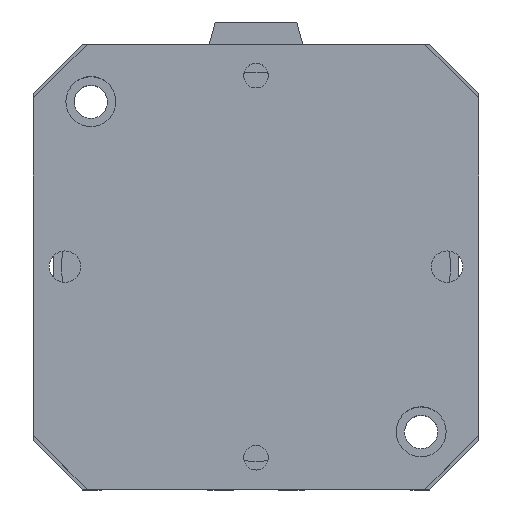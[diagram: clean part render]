
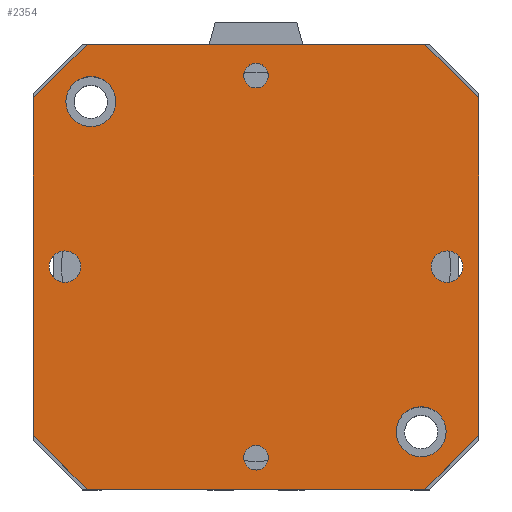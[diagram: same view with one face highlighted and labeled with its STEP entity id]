
A CAD part, top view. The second image highlights one B-rep face of the part: STEP entity #2354.
In plain terms, the highlighted planar face has unit normal (0, 0, 1).
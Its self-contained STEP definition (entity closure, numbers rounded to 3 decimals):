
#221=LINE('',#3869,#429);
#223=LINE('',#3873,#431);
#225=LINE('',#3877,#433);
#227=LINE('',#3881,#435);
#229=LINE('',#3885,#437);
#231=LINE('',#3889,#439);
#233=LINE('',#3893,#441);
#235=LINE('',#3896,#443);
#429=VECTOR('',#3196,91.);
#431=VECTOR('',#3200,20.506);
#433=VECTOR('',#3204,91.);
#435=VECTOR('',#3208,20.506);
#437=VECTOR('',#3212,91.);
#439=VECTOR('',#3216,20.506);
#441=VECTOR('',#3220,91.);
#443=VECTOR('',#3224,20.506);
#537=PLANE('',#2580);
#626=FACE_BOUND('',#956,.T.);
#627=FACE_BOUND('',#957,.T.);
#628=FACE_BOUND('',#958,.T.);
#629=FACE_BOUND('',#959,.T.);
#630=FACE_BOUND('',#960,.T.);
#631=FACE_BOUND('',#961,.T.);
#632=FACE_BOUND('',#962,.T.);
#956=EDGE_LOOP('',(#2134));
#957=EDGE_LOOP('',(#2135));
#958=EDGE_LOOP('',(#2136));
#959=EDGE_LOOP('',(#2137));
#960=EDGE_LOOP('',(#2138));
#961=EDGE_LOOP('',(#2139));
#962=EDGE_LOOP('',(#2140,#2141,#2142,#2143,#2144,#2145,#2146,#2147));
#1035=CIRCLE('',#2536,3.324);
#1037=CIRCLE('',#2539,3.324);
#1042=CIRCLE('',#2547,4.25);
#1046=CIRCLE('',#2554,4.25);
#1055=CIRCLE('',#2569,6.75);
#1056=CIRCLE('',#2571,6.75);
#1235=VERTEX_POINT('',#3787);
#1237=VERTEX_POINT('',#3792);
#1242=VERTEX_POINT('',#3805);
#1246=VERTEX_POINT('',#3816);
#1265=VERTEX_POINT('',#3860);
#1266=VERTEX_POINT('',#3863);
#1267=VERTEX_POINT('',#3866);
#1268=VERTEX_POINT('',#3868);
#1269=VERTEX_POINT('',#3872);
#1270=VERTEX_POINT('',#3876);
#1271=VERTEX_POINT('',#3880);
#1272=VERTEX_POINT('',#3884);
#1273=VERTEX_POINT('',#3888);
#1274=VERTEX_POINT('',#3892);
#1521=EDGE_CURVE('',#1235,#1235,#1035,.T.);
#1523=EDGE_CURVE('',#1237,#1237,#1037,.T.);
#1528=EDGE_CURVE('',#1242,#1242,#1042,.T.);
#1532=EDGE_CURVE('',#1246,#1246,#1046,.T.);
#1551=EDGE_CURVE('',#1265,#1265,#1055,.T.);
#1552=EDGE_CURVE('',#1266,#1266,#1056,.T.);
#1554=EDGE_CURVE('',#1268,#1267,#221,.T.);
#1556=EDGE_CURVE('',#1269,#1268,#223,.T.);
#1558=EDGE_CURVE('',#1270,#1269,#225,.T.);
#1560=EDGE_CURVE('',#1271,#1270,#227,.T.);
#1562=EDGE_CURVE('',#1272,#1271,#229,.T.);
#1564=EDGE_CURVE('',#1273,#1272,#231,.T.);
#1566=EDGE_CURVE('',#1274,#1273,#233,.T.);
#1568=EDGE_CURVE('',#1267,#1274,#235,.T.);
#2134=ORIENTED_EDGE('',*,*,#1521,.T.);
#2135=ORIENTED_EDGE('',*,*,#1523,.T.);
#2136=ORIENTED_EDGE('',*,*,#1528,.T.);
#2137=ORIENTED_EDGE('',*,*,#1532,.T.);
#2138=ORIENTED_EDGE('',*,*,#1551,.T.);
#2139=ORIENTED_EDGE('',*,*,#1552,.T.);
#2140=ORIENTED_EDGE('',*,*,#1568,.T.);
#2141=ORIENTED_EDGE('',*,*,#1566,.T.);
#2142=ORIENTED_EDGE('',*,*,#1564,.T.);
#2143=ORIENTED_EDGE('',*,*,#1562,.T.);
#2144=ORIENTED_EDGE('',*,*,#1560,.T.);
#2145=ORIENTED_EDGE('',*,*,#1558,.T.);
#2146=ORIENTED_EDGE('',*,*,#1556,.T.);
#2147=ORIENTED_EDGE('',*,*,#1554,.T.);
#2354=ADVANCED_FACE('',(#626,#627,#628,#629,#630,#631,#632),#537,.T.);
#2536=AXIS2_PLACEMENT_3D('',#3788,#3111,#3112);
#2539=AXIS2_PLACEMENT_3D('',#3793,#3117,#3118);
#2547=AXIS2_PLACEMENT_3D('',#3806,#3133,#3134);
#2554=AXIS2_PLACEMENT_3D('',#3817,#3147,#3148);
#2569=AXIS2_PLACEMENT_3D('',#3861,#3187,#3188);
#2571=AXIS2_PLACEMENT_3D('',#3864,#3191,#3192);
#2580=AXIS2_PLACEMENT_3D('',#3897,#3225,#3226);
#3111=DIRECTION('center_axis',(0.,0.,-1.));
#3112=DIRECTION('ref_axis',(1.,0.,0.));
#3117=DIRECTION('center_axis',(0.,0.,-1.));
#3118=DIRECTION('ref_axis',(1.,0.,0.));
#3133=DIRECTION('center_axis',(0.,0.,-1.));
#3134=DIRECTION('ref_axis',(1.,0.,0.));
#3147=DIRECTION('center_axis',(0.,0.,-1.));
#3148=DIRECTION('ref_axis',(1.,0.,0.));
#3187=DIRECTION('center_axis',(0.,0.,-1.));
#3188=DIRECTION('ref_axis',(-1.,0.,0.));
#3191=DIRECTION('center_axis',(0.,0.,-1.));
#3192=DIRECTION('ref_axis',(-1.,0.,0.));
#3196=DIRECTION('',(0.,1.,0.));
#3200=DIRECTION('',(0.707,0.707,0.));
#3204=DIRECTION('',(1.,0.,0.));
#3208=DIRECTION('',(0.707,-0.707,0.));
#3212=DIRECTION('',(0.,-1.,0.));
#3216=DIRECTION('',(-0.707,-0.707,0.));
#3220=DIRECTION('',(-1.,0.,0.));
#3224=DIRECTION('',(-0.707,0.707,0.));
#3225=DIRECTION('center_axis',(0.,0.,1.));
#3226=DIRECTION('ref_axis',(1.,0.,0.));
#3787=CARTESIAN_POINT('',(-54.824,0.,75.75));
#3788=CARTESIAN_POINT('Origin',(-51.5,0.,75.75));
#3792=CARTESIAN_POINT('',(48.177,0.,75.75));
#3793=CARTESIAN_POINT('Origin',(51.5,0.,75.75));
#3805=CARTESIAN_POINT('',(-4.25,51.5,75.75));
#3806=CARTESIAN_POINT('Origin',(0.,51.5,75.75));
#3816=CARTESIAN_POINT('',(-4.25,-51.5,75.75));
#3817=CARTESIAN_POINT('Origin',(0.,-51.5,75.75));
#3860=CARTESIAN_POINT('',(-37.75,-44.5,75.75));
#3861=CARTESIAN_POINT('Origin',(-44.5,-44.5,75.75));
#3863=CARTESIAN_POINT('',(51.25,44.5,75.75));
#3864=CARTESIAN_POINT('Origin',(44.5,44.5,75.75));
#3866=CARTESIAN_POINT('',(60.,45.5,75.75));
#3868=CARTESIAN_POINT('',(60.,-45.5,75.75));
#3869=CARTESIAN_POINT('',(60.,45.5,75.75));
#3872=CARTESIAN_POINT('',(45.5,-60.,75.75));
#3873=CARTESIAN_POINT('',(60.,-45.5,75.75));
#3876=CARTESIAN_POINT('',(-45.5,-60.,75.75));
#3877=CARTESIAN_POINT('',(45.5,-60.,75.75));
#3880=CARTESIAN_POINT('',(-60.,-45.5,75.75));
#3881=CARTESIAN_POINT('',(-45.5,-60.,75.75));
#3884=CARTESIAN_POINT('',(-60.,45.5,75.75));
#3885=CARTESIAN_POINT('',(-60.,-45.5,75.75));
#3888=CARTESIAN_POINT('',(-45.5,60.,75.75));
#3889=CARTESIAN_POINT('',(-60.,45.5,75.75));
#3892=CARTESIAN_POINT('',(45.5,60.,75.75));
#3893=CARTESIAN_POINT('',(-45.5,60.,75.75));
#3896=CARTESIAN_POINT('',(45.5,60.,75.75));
#3897=CARTESIAN_POINT('Origin',(0.,0.,75.75));
